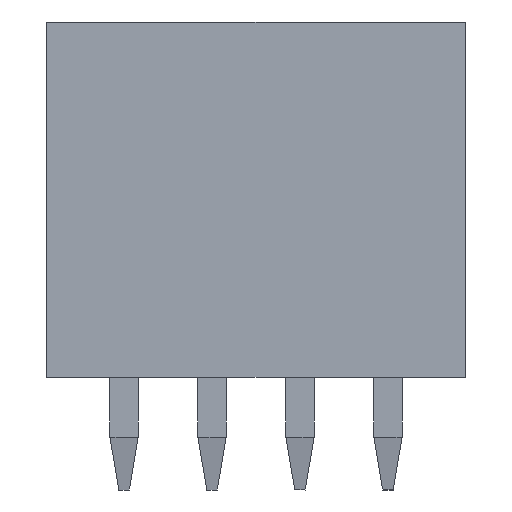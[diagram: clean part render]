
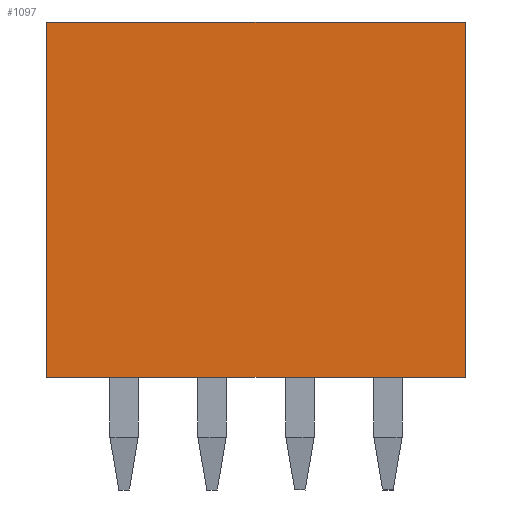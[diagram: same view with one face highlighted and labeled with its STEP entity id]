
A CAD part, front view. The second image highlights one B-rep face of the part: STEP entity #1097.
In plain terms, the highlighted planar face has unit normal (0, -1, 0).
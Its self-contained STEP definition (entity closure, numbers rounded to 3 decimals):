
#1070=AXIS2_PLACEMENT_3D('Plane Axis2P3D',#1067,#1068,#1069) ;
#122=CARTESIAN_POINT('Vertex',(0.,0.,3.2)) ;
#136=CARTESIAN_POINT('Vertex',(11.9,0.,3.2)) ;
#139=CARTESIAN_POINT('Line Origine',(5.95,0.,3.2)) ;
#1067=CARTESIAN_POINT('Axis2P3D Location',(0.95,0.,6.7)) ;
#1072=CARTESIAN_POINT('Line Origine',(0.,0.,8.25)) ;
#1076=CARTESIAN_POINT('Vertex',(0.,0.,13.3)) ;
#1079=CARTESIAN_POINT('Line Origine',(11.9,0.,8.25)) ;
#1083=CARTESIAN_POINT('Vertex',(11.9,0.,13.3)) ;
#1086=CARTESIAN_POINT('Line Origine',(5.95,0.,13.3)) ;
#140=DIRECTION('Vector Direction',(-1.,0.,0.)) ;
#1068=DIRECTION('Axis2P3D Direction',(0.,-1.,-0.)) ;
#1069=DIRECTION('Axis2P3D XDirection',(0.,0.,-1.)) ;
#1073=DIRECTION('Vector Direction',(0.,0.,1.)) ;
#1080=DIRECTION('Vector Direction',(0.,0.,1.)) ;
#1087=DIRECTION('Vector Direction',(-1.,0.,0.)) ;
#141=VECTOR('Line Direction',#140,1.) ;
#1074=VECTOR('Line Direction',#1073,1.) ;
#1081=VECTOR('Line Direction',#1080,1.) ;
#1088=VECTOR('Line Direction',#1087,1.) ;
#1092=ORIENTED_EDGE('',*,*,#1078,.F.) ;
#1093=ORIENTED_EDGE('',*,*,#143,.F.) ;
#1094=ORIENTED_EDGE('',*,*,#1085,.T.) ;
#1095=ORIENTED_EDGE('',*,*,#1090,.T.) ;
#1097=ADVANCED_FACE('BREP_WITH_VOIDS #4051',(#1096),#1071,.T.) ;
#143=EDGE_CURVE('',#137,#123,#142,.T.) ;
#1078=EDGE_CURVE('',#123,#1077,#1075,.T.) ;
#1085=EDGE_CURVE('',#137,#1084,#1082,.T.) ;
#1090=EDGE_CURVE('',#1084,#1077,#1089,.T.) ;
#1091=EDGE_LOOP('',(#1092,#1093,#1094,#1095)) ;
#1096=FACE_OUTER_BOUND('',#1091,.T.) ;
#142=LINE('Line',#139,#141) ;
#1075=LINE('Line',#1072,#1074) ;
#1082=LINE('Line',#1079,#1081) ;
#1089=LINE('Line',#1086,#1088) ;
#1071=PLANE('',#1070) ;
#123=VERTEX_POINT('',#122) ;
#137=VERTEX_POINT('',#136) ;
#1077=VERTEX_POINT('',#1076) ;
#1084=VERTEX_POINT('',#1083) ;
